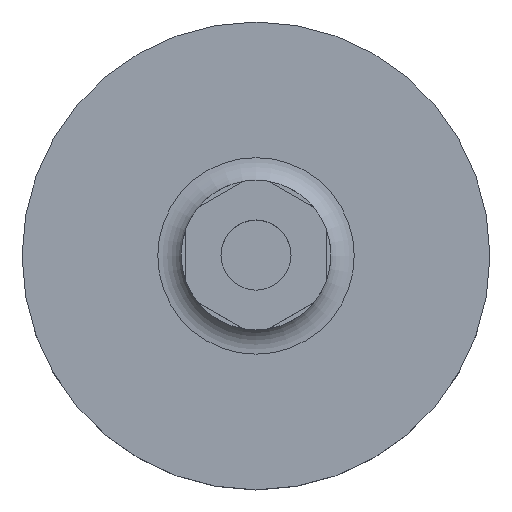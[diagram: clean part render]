
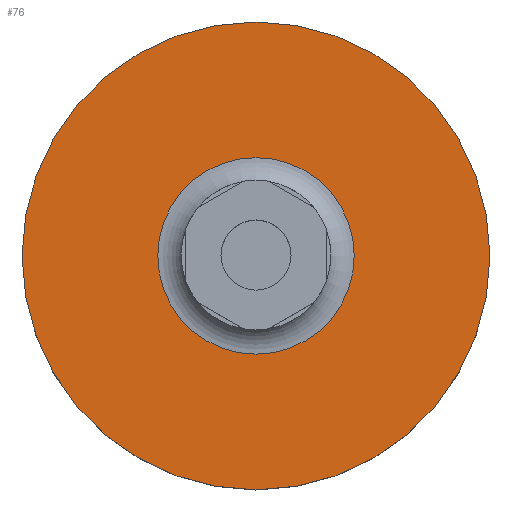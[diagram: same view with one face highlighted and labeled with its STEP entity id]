
A CAD part, top view. The second image highlights one B-rep face of the part: STEP entity #76.
In plain terms, the highlighted planar face has unit normal (0, 0, 1).
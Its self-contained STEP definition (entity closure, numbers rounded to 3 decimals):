
#76=ADVANCED_FACE('',(#132,#133),#101,.F.);
#101=PLANE('',#501);
#132=FACE_BOUND('',#160,.T.);
#133=FACE_BOUND('',#161,.T.);
#160=EDGE_LOOP('',(#245));
#161=EDGE_LOOP('',(#246));
#200=CIRCLE('',#490,10.5);
#204=CIRCLE('',#496,25.);
#245=ORIENTED_EDGE('',*,*,#390,.F.);
#246=ORIENTED_EDGE('',*,*,#386,.T.);
#345=VERTEX_POINT('',#719);
#349=VERTEX_POINT('',#729);
#386=EDGE_CURVE('',#345,#345,#200,.T.);
#390=EDGE_CURVE('',#349,#349,#204,.T.);
#490=AXIS2_PLACEMENT_3D('',#718,#569,#570);
#496=AXIS2_PLACEMENT_3D('',#728,#581,#582);
#501=AXIS2_PLACEMENT_3D('',#735,#591,#592);
#569=DIRECTION('',(0.,0.,-1.));
#570=DIRECTION('',(-1.,0.,0.));
#581=DIRECTION('',(0.,0.,-1.));
#582=DIRECTION('',(-1.,0.,0.));
#591=DIRECTION('',(0.,0.,-1.));
#592=DIRECTION('',(1.,0.,0.));
#718=CARTESIAN_POINT('',(0.,0.,10.));
#719=CARTESIAN_POINT('',(-10.5,0.,10.));
#728=CARTESIAN_POINT('',(0.,0.,10.));
#729=CARTESIAN_POINT('',(-25.,0.,10.));
#735=CARTESIAN_POINT('',(0.,25.,10.));
